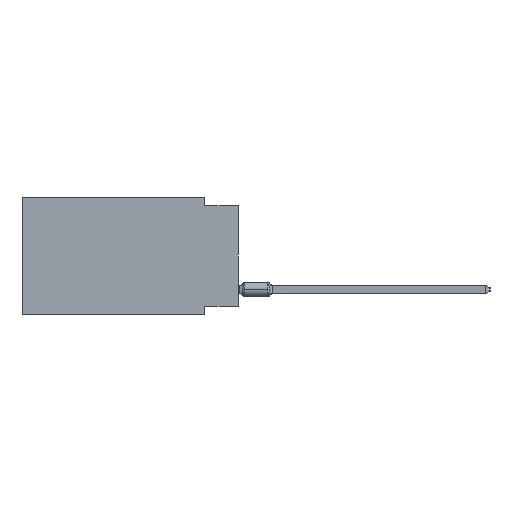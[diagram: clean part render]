
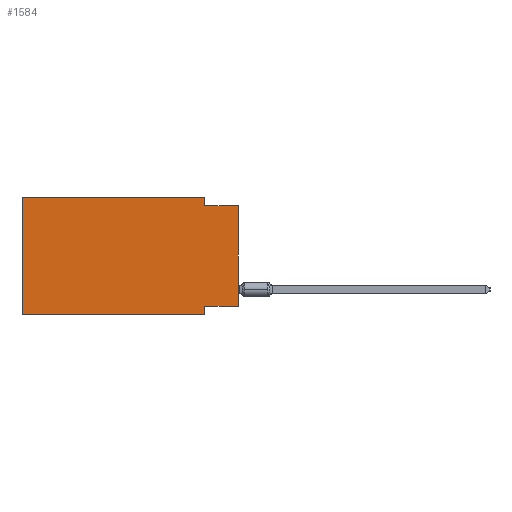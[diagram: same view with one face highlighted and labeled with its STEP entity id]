
A CAD part, left-side view. The second image highlights one B-rep face of the part: STEP entity #1584.
In plain terms, the highlighted planar face has unit normal (-1, 0, 0).
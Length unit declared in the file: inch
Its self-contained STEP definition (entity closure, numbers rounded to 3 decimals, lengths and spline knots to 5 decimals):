
#1417 = PLANE ( 'NONE',  #69063 ) ;
#1584 = ADVANCED_FACE ( 'NONE', ( #79413 ), #1417, .F. ) ;
#12993 = VECTOR ( 'NONE', #110166, 39.37008 ) ;
#13586 = LINE ( 'NONE', #46938, #51626 ) ;
#14407 = ORIENTED_EDGE ( 'NONE', *, *, #25517, .F. ) ;
#16659 = EDGE_CURVE ( 'NONE', #91963, #60283, #45900, .T. ) ;
#18352 = DIRECTION ( 'NONE',  ( 0., 0., -1. ) ) ;
#18461 = EDGE_CURVE ( 'NONE', #91963, #82786, #109787, .T. ) ;
#20581 = CARTESIAN_POINT ( 'NONE',  ( 0., 0.1, -0.025 ) ) ;
#24253 = ORIENTED_EDGE ( 'NONE', *, *, #53692, .T. ) ;
#25517 = EDGE_CURVE ( 'NONE', #60283, #55394, #43354, .T. ) ;
#25931 = CARTESIAN_POINT ( 'NONE',  ( 0., 0., -0.025 ) ) ;
#26691 = CARTESIAN_POINT ( 'NONE',  ( 0., 0.1, 0. ) ) ;
#29707 = DIRECTION ( 'NONE',  ( 0., 0., -1. ) ) ;
#31421 = VERTEX_POINT ( 'NONE', #20581 ) ;
#32296 = CARTESIAN_POINT ( 'NONE',  ( 0., 0.1, -0.35 ) ) ;
#32396 = CARTESIAN_POINT ( 'NONE',  ( 0., 0.645, -0.35 ) ) ;
#32670 = ORIENTED_EDGE ( 'NONE', *, *, #89177, .F. ) ;
#37877 = CARTESIAN_POINT ( 'NONE',  ( 0., 0.1, -0.325 ) ) ;
#39582 = VECTOR ( 'NONE', #18352, 39.37008 ) ;
#42039 = LINE ( 'NONE', #66346, #77040 ) ;
#43098 = ORIENTED_EDGE ( 'NONE', *, *, #18461, .T. ) ;
#43190 = LINE ( 'NONE', #104218, #39582 ) ;
#43354 = LINE ( 'NONE', #62556, #52676 ) ;
#45900 = LINE ( 'NONE', #98415, #88671 ) ;
#46308 = EDGE_CURVE ( 'NONE', #31421, #83411, #110962, .T. ) ;
#46677 = EDGE_CURVE ( 'NONE', #73832, #101525, #13586, .T. ) ;
#46938 = CARTESIAN_POINT ( 'NONE',  ( 0., 0., -0.325 ) ) ;
#47499 = DIRECTION ( 'NONE',  ( 0., 1., 0. ) ) ;
#51626 = VECTOR ( 'NONE', #47499, 39.37008 ) ;
#51699 = ORIENTED_EDGE ( 'NONE', *, *, #46677, .F. ) ;
#52676 = VECTOR ( 'NONE', #88575, 39.37008 ) ;
#53424 = CARTESIAN_POINT ( 'NONE',  ( 0., 0.645, 0. ) ) ;
#53692 = EDGE_CURVE ( 'NONE', #73832, #83411, #81995, .T. ) ;
#53778 = ORIENTED_EDGE ( 'NONE', *, *, #46308, .F. ) ;
#55394 = VERTEX_POINT ( 'NONE', #26691 ) ;
#55457 = DIRECTION ( 'NONE',  ( 0., 0., 1. ) ) ;
#55864 = CARTESIAN_POINT ( 'NONE',  ( 0., 0., -0.325 ) ) ;
#56523 = ORIENTED_EDGE ( 'NONE', *, *, #104078, .F. ) ;
#60283 = VERTEX_POINT ( 'NONE', #100522 ) ;
#62552 = VECTOR ( 'NONE', #74853, 39.37008 ) ;
#62556 = CARTESIAN_POINT ( 'NONE',  ( 0., 0.645, 0. ) ) ;
#66346 = CARTESIAN_POINT ( 'NONE',  ( 0., 0.1, 0. ) ) ;
#67939 = DIRECTION ( 'NONE',  ( 0., -1., 0. ) ) ;
#68469 = ORIENTED_EDGE ( 'NONE', *, *, #16659, .F. ) ;
#69063 = AXIS2_PLACEMENT_3D ( 'NONE', #53424, #70954, #29707 ) ;
#70954 = DIRECTION ( 'NONE',  ( 1., 0., 0. ) ) ;
#73832 = VERTEX_POINT ( 'NONE', #55864 ) ;
#74853 = DIRECTION ( 'NONE',  ( 0., -1., 0. ) ) ;
#75686 = CARTESIAN_POINT ( 'NONE',  ( 0., 0., 0. ) ) ;
#77040 = VECTOR ( 'NONE', #102473, 39.37008 ) ;
#79413 = FACE_OUTER_BOUND ( 'NONE', #101090, .T. ) ;
#81995 = LINE ( 'NONE', #75686, #12993 ) ;
#82786 = VERTEX_POINT ( 'NONE', #32296 ) ;
#83411 = VERTEX_POINT ( 'NONE', #25931 ) ;
#88575 = DIRECTION ( 'NONE',  ( 0., -1., 0. ) ) ;
#88671 = VECTOR ( 'NONE', #55457, 39.37008 ) ;
#89177 = EDGE_CURVE ( 'NONE', #55394, #31421, #42039, .T. ) ;
#91963 = VERTEX_POINT ( 'NONE', #103305 ) ;
#98415 = CARTESIAN_POINT ( 'NONE',  ( 0., 0.645, 0. ) ) ;
#100293 = CARTESIAN_POINT ( 'NONE',  ( 0., 0., -0.025 ) ) ;
#100522 = CARTESIAN_POINT ( 'NONE',  ( 0., 0.645, 0. ) ) ;
#101090 = EDGE_LOOP ( 'NONE', ( #24253, #53778, #32670, #14407, #68469, #43098, #56523, #51699 ) ) ;
#101525 = VERTEX_POINT ( 'NONE', #37877 ) ;
#102473 = DIRECTION ( 'NONE',  ( 0., 0., -1. ) ) ;
#103305 = CARTESIAN_POINT ( 'NONE',  ( 0., 0.645, -0.35 ) ) ;
#104078 = EDGE_CURVE ( 'NONE', #101525, #82786, #43190, .T. ) ;
#104218 = CARTESIAN_POINT ( 'NONE',  ( 0., 0.1, -0.35 ) ) ;
#109787 = LINE ( 'NONE', #32396, #111689 ) ;
#110166 = DIRECTION ( 'NONE',  ( 0., 0., 1. ) ) ;
#110962 = LINE ( 'NONE', #100293, #62552 ) ;
#111689 = VECTOR ( 'NONE', #67939, 39.37008 ) ;
